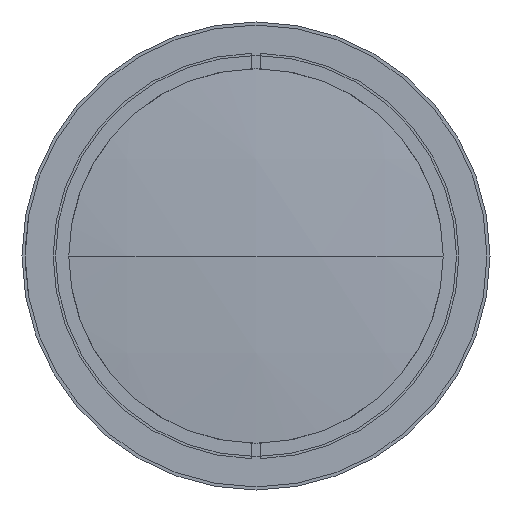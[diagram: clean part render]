
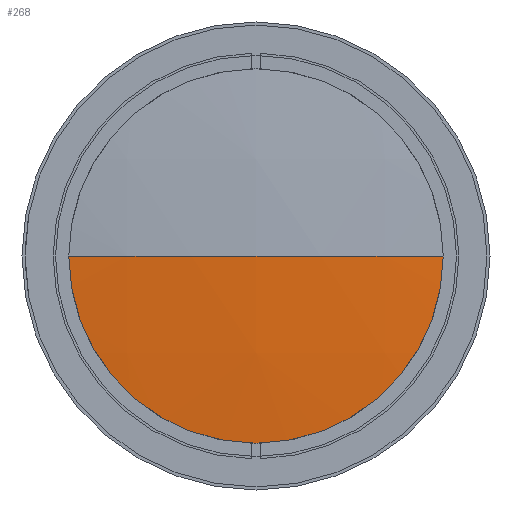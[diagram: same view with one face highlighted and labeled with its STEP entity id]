
A CAD part, left-side view. The second image highlights one B-rep face of the part: STEP entity #268.
In plain terms, the highlighted spherical face has radius 327.942 mm.
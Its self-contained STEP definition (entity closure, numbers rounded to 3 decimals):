
#76 = CARTESIAN_POINT ( 'NONE',  ( 327.942, 0., 0. ) ) ;
#132 = DIRECTION ( 'NONE',  ( 0., 0., 1. ) ) ;
#209 = DIRECTION ( 'NONE',  ( 0., 1., 0. ) ) ;
#268 = ADVANCED_FACE ( 'NONE', ( #3017 ), #2446, .T. ) ;
#307 = CIRCLE ( 'NONE', #2665, 327.942 ) ;
#315 = DIRECTION ( 'NONE',  ( 1., 0., 0. ) ) ;
#418 = VERTEX_POINT ( 'NONE', #2658 ) ;
#543 = EDGE_LOOP ( 'NONE', ( #3048, #1178, #861 ) ) ;
#764 = CARTESIAN_POINT ( 'NONE',  ( 327.942, 0., 0. ) ) ;
#861 = ORIENTED_EDGE ( 'NONE', *, *, #1684, .F. ) ;
#1002 = DIRECTION ( 'NONE',  ( 0., 1., 0. ) ) ;
#1178 = ORIENTED_EDGE ( 'NONE', *, *, #2936, .T. ) ;
#1392 = CARTESIAN_POINT ( 'NONE',  ( 327.942, 0., 0. ) ) ;
#1559 = DIRECTION ( 'NONE',  ( -1., 0., 0. ) ) ;
#1594 = CARTESIAN_POINT ( 'NONE',  ( 1.468, 31., 0. ) ) ;
#1623 = CARTESIAN_POINT ( 'NONE',  ( 1.468, -31., 0. ) ) ;
#1637 = DIRECTION ( 'NONE',  ( 0., 0., -1. ) ) ;
#1651 = AXIS2_PLACEMENT_3D ( 'NONE', #764, #2434, #1002 ) ;
#1658 = AXIS2_PLACEMENT_3D ( 'NONE', #1392, #1637, #209 ) ;
#1684 = EDGE_CURVE ( 'NONE', #2159, #418, #307, .T. ) ;
#1750 = DIRECTION ( 'NONE',  ( 0., 0., 1. ) ) ;
#2159 = VERTEX_POINT ( 'NONE', #1594 ) ;
#2434 = DIRECTION ( 'NONE',  ( 0., 0., -1. ) ) ;
#2446 = SPHERICAL_SURFACE ( 'NONE', #1658, 327.942 ) ;
#2531 = CIRCLE ( 'NONE', #1651, 327.942 ) ;
#2538 = EDGE_CURVE ( 'NONE', #2159, #2680, #2888, .T. ) ;
#2578 = AXIS2_PLACEMENT_3D ( 'NONE', #3000, #1559, #132 ) ;
#2658 = CARTESIAN_POINT ( 'NONE',  ( 0., 0., 0. ) ) ;
#2665 = AXIS2_PLACEMENT_3D ( 'NONE', #76, #1750, #315 ) ;
#2680 = VERTEX_POINT ( 'NONE', #1623 ) ;
#2888 = CIRCLE ( 'NONE', #2578, 31. ) ;
#2936 = EDGE_CURVE ( 'NONE', #2680, #418, #2531, .T. ) ;
#3000 = CARTESIAN_POINT ( 'NONE',  ( 1.468, 0., 0. ) ) ;
#3017 = FACE_OUTER_BOUND ( 'NONE', #543, .T. ) ;
#3048 = ORIENTED_EDGE ( 'NONE', *, *, #2538, .T. ) ;
